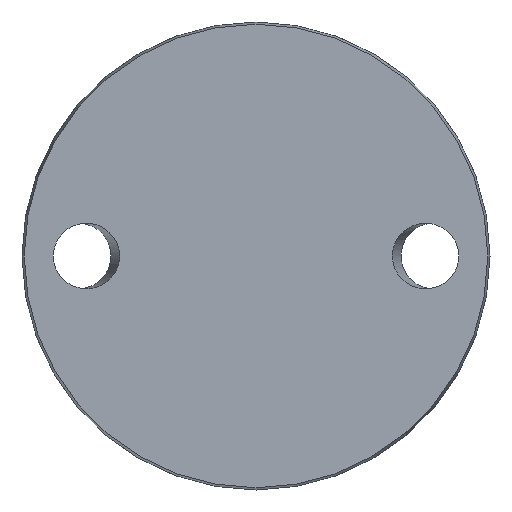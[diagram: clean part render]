
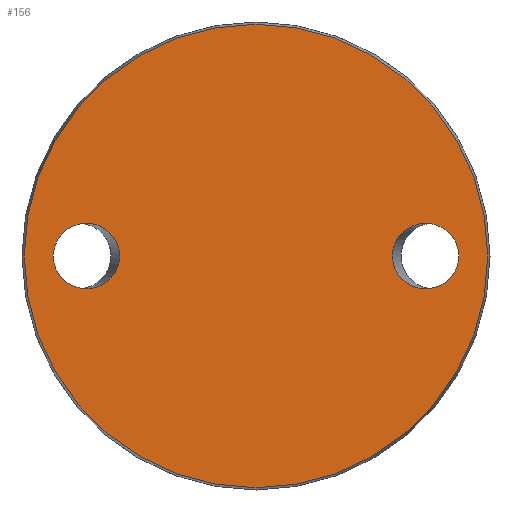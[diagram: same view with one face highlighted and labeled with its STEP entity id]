
A CAD part, front view. The second image highlights one B-rep face of the part: STEP entity #156.
In plain terms, the highlighted planar face has unit normal (0, -1, 0).
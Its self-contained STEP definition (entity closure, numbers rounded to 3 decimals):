
#8 = CIRCLE ( 'NONE', #287, 58.425 ) ;
#34 = CARTESIAN_POINT ( 'NONE',  ( -51.115, 0., -16.5 ) ) ;
#37 = FACE_BOUND ( 'NONE', #302, .T. ) ;
#38 = CARTESIAN_POINT ( 'NONE',  ( 51.115, 0., 0. ) ) ;
#43 = AXIS2_PLACEMENT_3D ( 'NONE', #663, #283, #529 ) ;
#64 = VERTEX_POINT ( 'NONE', #610 ) ;
#111 = CARTESIAN_POINT ( 'NONE',  ( 51.115, 0., -16.5 ) ) ;
#131 = VERTEX_POINT ( 'NONE', #791 ) ;
#156 = ADVANCED_FACE ( 'NONE', ( #332, #37, #412 ), #722, .F. ) ;
#171 = EDGE_LOOP ( 'NONE', ( #728 ) ) ;
#182 = CARTESIAN_POINT ( 'NONE',  ( 51.115, 0., 16.5 ) ) ;
#206 = CARTESIAN_POINT ( 'NONE',  ( -51.115, 0., 16.5 ) ) ;
#259 = CARTESIAN_POINT ( 'NONE',  ( -34.385, 0., 0. ) ) ;
#283 = DIRECTION ( 'NONE',  ( 0., 1., 0. ) ) ;
#287 = AXIS2_PLACEMENT_3D ( 'NONE', #397, #700, #525 ) ;
#289 = CARTESIAN_POINT ( 'NONE',  ( 34.385, 0., -16.5 ) ) ;
#302 = EDGE_LOOP ( 'NONE', ( #622 ) ) ;
#325 = CARTESIAN_POINT ( 'NONE',  ( -34.385, 0., -16.5 ) ) ;
#332 = FACE_BOUND ( 'NONE', #171, .T. ) ;
#339 = CARTESIAN_POINT ( 'NONE',  ( -34.385, 0., 16.5 ) ) ;
#367 = EDGE_CURVE ( 'NONE', #131, #131, #604, .T. ) ;
#374 = CARTESIAN_POINT ( 'NONE',  ( 0., 0., -58.425 ) ) ;
#397 = CARTESIAN_POINT ( 'NONE',  ( 0., 0., 0. ) ) ;
#401 = CARTESIAN_POINT ( 'NONE',  ( 51.115, 0., 0. ) ) ;
#412 = FACE_OUTER_BOUND ( 'NONE', #458, .T. ) ;
#458 = EDGE_LOOP ( 'NONE', ( #735 ) ) ;
#468 =( BOUNDED_CURVE ( )  B_SPLINE_CURVE ( 3, ( #401, #111, #289, #535, #778, #182, #38 ),
 .UNSPECIFIED., .T., .F. ) 
 B_SPLINE_CURVE_WITH_KNOTS ( ( 4, 3, 4 ),
 ( 0., 3.142, 6.283 ),
 .UNSPECIFIED. ) 
 CURVE ( )  GEOMETRIC_REPRESENTATION_ITEM ( )  RATIONAL_B_SPLINE_CURVE ( ( 1., 0.333, 0.333, 1., 0.333, 0.333, 1. ) ) 
 REPRESENTATION_ITEM ( '' )  );
#473 = EDGE_CURVE ( 'NONE', #558, #558, #8, .T. ) ;
#525 = DIRECTION ( 'NONE',  ( 0., 0., -1. ) ) ;
#529 = DIRECTION ( 'NONE',  ( 0., 0., 1. ) ) ;
#535 = CARTESIAN_POINT ( 'NONE',  ( 34.385, 0., 0. ) ) ;
#558 = VERTEX_POINT ( 'NONE', #374 ) ;
#604 =( BOUNDED_CURVE ( )  B_SPLINE_CURVE ( 3, ( #649, #206, #339, #259, #325, #34, #760 ),
 .UNSPECIFIED., .T., .T. ) 
 B_SPLINE_CURVE_WITH_KNOTS ( ( 4, 3, 4 ),
 ( 0., 3.142, 6.283 ),
 .UNSPECIFIED. ) 
 CURVE ( )  GEOMETRIC_REPRESENTATION_ITEM ( )  RATIONAL_B_SPLINE_CURVE ( ( 1., 0.333, 0.333, 1., 0.333, 0.333, 1. ) ) 
 REPRESENTATION_ITEM ( '' )  );
#610 = CARTESIAN_POINT ( 'NONE',  ( 51.115, 0., 0. ) ) ;
#622 = ORIENTED_EDGE ( 'NONE', *, *, #741, .T. ) ;
#649 = CARTESIAN_POINT ( 'NONE',  ( -51.115, 0., 0. ) ) ;
#663 = CARTESIAN_POINT ( 'NONE',  ( -58.425, 0., 0. ) ) ;
#700 = DIRECTION ( 'NONE',  ( 0., -1., 0. ) ) ;
#722 = PLANE ( 'NONE',  #43 ) ;
#728 = ORIENTED_EDGE ( 'NONE', *, *, #367, .T. ) ;
#735 = ORIENTED_EDGE ( 'NONE', *, *, #473, .T. ) ;
#741 = EDGE_CURVE ( 'NONE', #64, #64, #468, .T. ) ;
#760 = CARTESIAN_POINT ( 'NONE',  ( -51.115, 0., 0. ) ) ;
#778 = CARTESIAN_POINT ( 'NONE',  ( 34.385, 0., 16.5 ) ) ;
#791 = CARTESIAN_POINT ( 'NONE',  ( -51.115, 0., 0. ) ) ;
